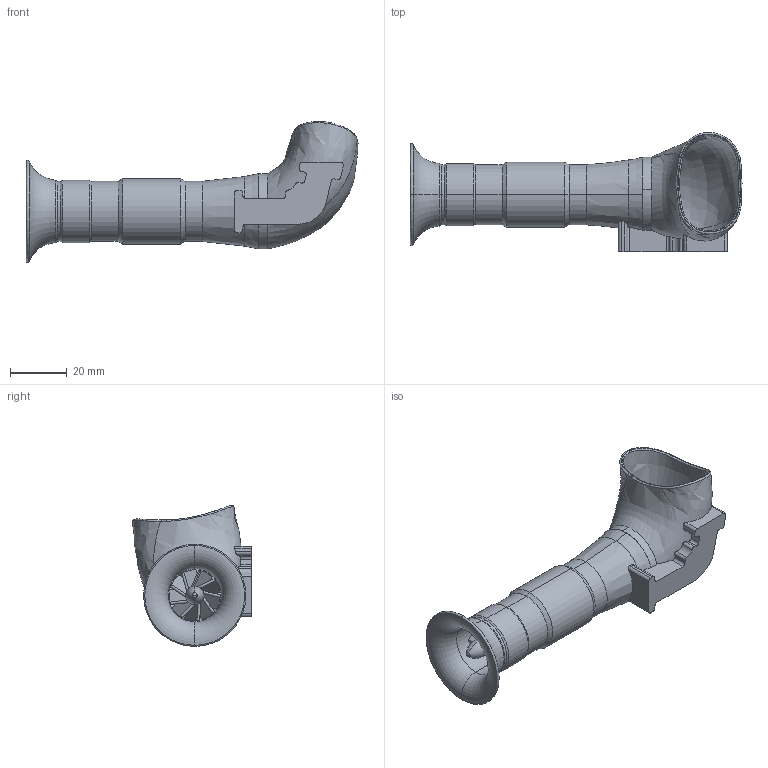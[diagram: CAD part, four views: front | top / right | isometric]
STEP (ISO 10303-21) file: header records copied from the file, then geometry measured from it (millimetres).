
FILE_DESCRIPTION (( 'STEP AP214' ), '1' );
FILE_NAME ('JET_BG_LH.STEP', '2018-06-22T20:45:41', ( '' ), ( '' ), 'SwSTEP 2.0', 'SolidWorks 2014', '' );
FILE_SCHEMA (( 'AUTOMOTIVE_DESIGN' ));
Length unit declared in the file: millimetre
Products named in the file (6): Jet_Fan; Jet-support-aft-LH; Jet_FanNose; JET_BG_LH; Jet_Intake; Jet_Exhaust
Assembly tree (5 placements, depth 2):
  JET_BG_LH
    Jet_Intake
    Jet_FanNose
    Jet_Fan
    Jet_Exhaust
    Jet-support-aft-LH
Bounding box: 116.92 x 41.91 x 49.63 mm (x, y, z)
Volume: 17713.8 mm3; surface area: 24754.3 mm2
Topology: 5 solids, 5 shells, 237 faces, 644 edges, 418 vertices
Faces by surface type: plane 98, cylinder 97, cone 21, bspline 11, torus 8, sphere 2
Entity records: 22041 total; most frequent: CARTESIAN_POINT 16085, ORIENTED_EDGE 1288, DIRECTION 1119, EDGE_CURVE 644, AXIS2_PLACEMENT_3D 421, VERTEX_POINT 418, VECTOR 277, LINE 277
